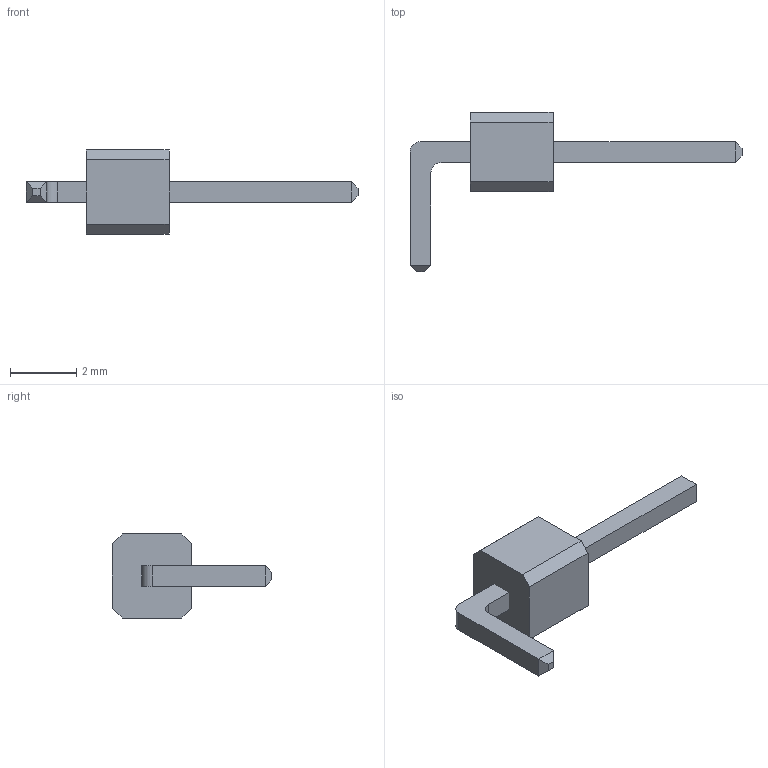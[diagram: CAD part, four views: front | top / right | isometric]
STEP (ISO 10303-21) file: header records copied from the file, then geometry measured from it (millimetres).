
FILE_DESCRIPTION(('FreeCAD Model'),'2;1');
FILE_NAME('BaretteBroche1p2.54-90Deg.step', '2016-11-30T11:35:50',('Daniel Sallin'),('Daniel-STP'), 'Open CASCADE STEP processor 6.8','FreeCAD','Unknown');
FILE_SCHEMA(('AUTOMOTIVE_DESIGN_CC2 { 1 2 10303 214 -1 1 5 4 }'));
Length unit declared in the file: millimetre
Products named in the file (3): ASSEMBLY; Chamfer; Chamfer001
Assembly tree (2 placements, depth 2):
  ASSEMBLY
    Chamfer
    Chamfer001
Bounding box: 10.02 x 4.81 x 2.54 mm (x, y, z)
Volume: 20 mm3; surface area: 68.2 mm2
Topology: 2 solids, 2 shells, 28 faces, 64 edges, 40 vertices
Faces by surface type: plane 26, cylinder 2
Entity records: 1677 total; most frequent: CARTESIAN_POINT 287, DIRECTION 254, LINE 184, VECTOR 184, ORIENTED_EDGE 128, PCURVE 128, DEFINITIONAL_REPRESENTATION 128, EDGE_CURVE 64
